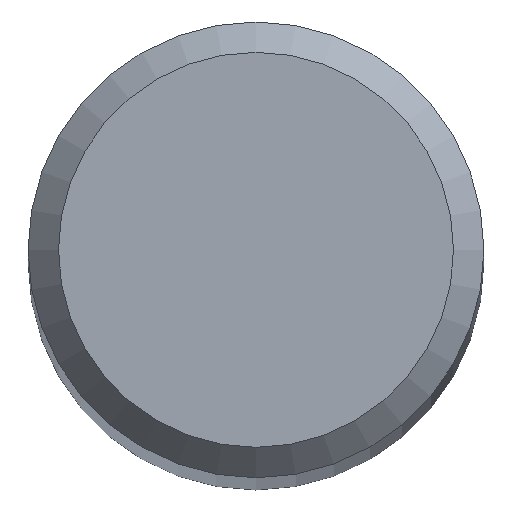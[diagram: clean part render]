
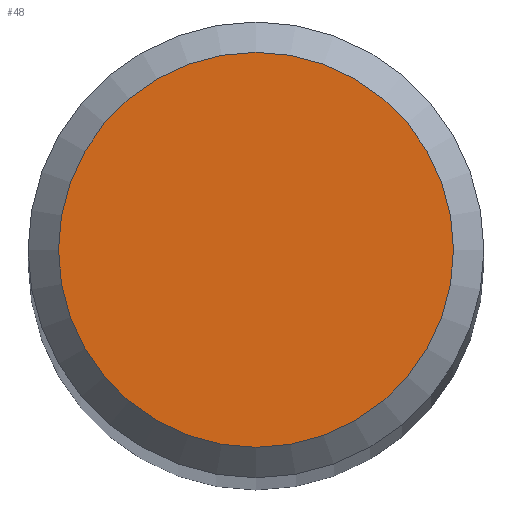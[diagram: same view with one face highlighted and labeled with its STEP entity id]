
A CAD part, top view. The second image highlights one B-rep face of the part: STEP entity #48.
In plain terms, the highlighted planar face has unit normal (0, 0, 1).
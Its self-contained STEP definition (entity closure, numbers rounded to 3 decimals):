
#48 = ADVANCED_FACE ( 'NONE', ( #96 ), #163, .F. ) ;
#57 = ORIENTED_EDGE ( 'NONE', *, *, #138, .F. ) ;
#64 = CARTESIAN_POINT ( 'NONE',  ( 0., 0.65, 30. ) ) ;
#74 = CIRCLE ( 'NONE', #208, 0.65 ) ;
#79 = CARTESIAN_POINT ( 'NONE',  ( 0., 0., 30. ) ) ;
#96 = FACE_OUTER_BOUND ( 'NONE', #129, .T. ) ;
#114 = DIRECTION ( 'NONE',  ( 0., 1., 0. ) ) ;
#122 = CARTESIAN_POINT ( 'NONE',  ( 0., 0., 30. ) ) ;
#129 = EDGE_LOOP ( 'NONE', ( #57 ) ) ;
#135 = DIRECTION ( 'NONE',  ( 0., 0., -1. ) ) ;
#138 = EDGE_CURVE ( 'NONE', #218, #218, #74, .T. ) ;
#142 = DIRECTION ( 'NONE',  ( 0., 1., 0. ) ) ;
#163 = PLANE ( 'NONE',  #167 ) ;
#167 = AXIS2_PLACEMENT_3D ( 'NONE', #122, #135, #114 ) ;
#170 = DIRECTION ( 'NONE',  ( 0., 0., -1. ) ) ;
#208 = AXIS2_PLACEMENT_3D ( 'NONE', #79, #170, #142 ) ;
#218 = VERTEX_POINT ( 'NONE', #64 ) ;
